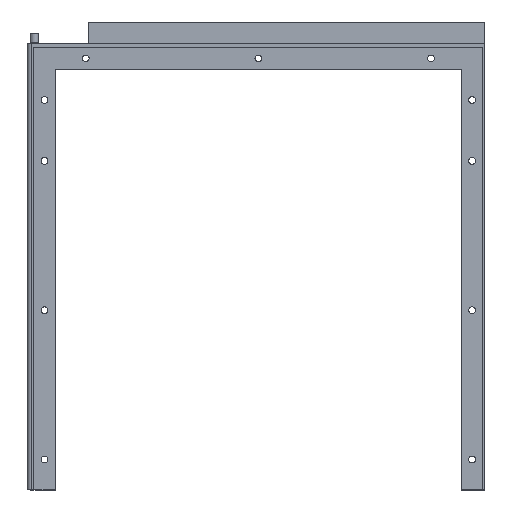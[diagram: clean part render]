
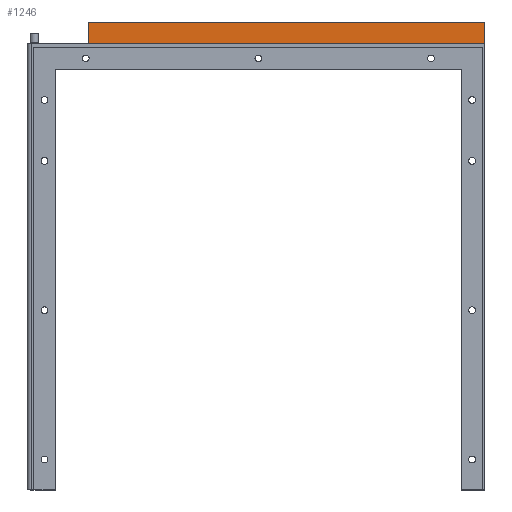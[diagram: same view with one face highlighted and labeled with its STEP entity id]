
A CAD part, top view. The second image highlights one B-rep face of the part: STEP entity #1246.
In plain terms, the highlighted planar face has unit normal (0, 0, 1).
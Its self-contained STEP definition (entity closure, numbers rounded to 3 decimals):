
#46 = LINE ( 'NONE', #175, #986 ) ;
#65 = DIRECTION ( 'NONE',  ( -1., 0., 0. ) ) ;
#147 = DIRECTION ( 'NONE',  ( -1., 0., 0. ) ) ;
#157 = FACE_OUTER_BOUND ( 'NONE', #1183, .T. ) ;
#175 = CARTESIAN_POINT ( 'NONE',  ( 92.35, 290.251, 1.25 ) ) ;
#214 = VERTEX_POINT ( 'NONE', #1255 ) ;
#261 = ORIENTED_EDGE ( 'NONE', *, *, #771, .T. ) ;
#267 = DIRECTION ( 'NONE',  ( 0., 0., 1. ) ) ;
#295 = VERTEX_POINT ( 'NONE', #1485 ) ;
#385 = VECTOR ( 'NONE', #1427, 1000. ) ;
#390 = LINE ( 'NONE', #493, #579 ) ;
#394 = LINE ( 'NONE', #525, #1107 ) ;
#426 = EDGE_CURVE ( 'NONE', #214, #1070, #390, .T. ) ;
#493 = CARTESIAN_POINT ( 'NONE',  ( 287.75, 290.251, 1.25 ) ) ;
#525 = CARTESIAN_POINT ( 'NONE',  ( 92.35, 279.451, 1.25 ) ) ;
#579 = VECTOR ( 'NONE', #147, 1000. ) ;
#617 = DIRECTION ( 'NONE',  ( 1., 0., 0. ) ) ;
#678 = ORIENTED_EDGE ( 'NONE', *, *, #836, .F. ) ;
#716 = ORIENTED_EDGE ( 'NONE', *, *, #426, .T. ) ;
#771 = EDGE_CURVE ( 'NONE', #1280, #214, #1310, .T. ) ;
#836 = EDGE_CURVE ( 'NONE', #1280, #295, #394, .T. ) ;
#883 = AXIS2_PLACEMENT_3D ( 'NONE', #1111, #267, #617 ) ;
#894 = DIRECTION ( 'NONE',  ( 0., -1., 0. ) ) ;
#920 = EDGE_CURVE ( 'NONE', #1070, #295, #46, .T. ) ;
#957 = CARTESIAN_POINT ( 'NONE',  ( 287.75, 59.751, 1.25 ) ) ;
#986 = VECTOR ( 'NONE', #894, 1000. ) ;
#1070 = VERTEX_POINT ( 'NONE', #1382 ) ;
#1107 = VECTOR ( 'NONE', #65, 1000. ) ;
#1111 = CARTESIAN_POINT ( 'NONE',  ( 0., 0., 1.25 ) ) ;
#1183 = EDGE_LOOP ( 'NONE', ( #678, #261, #716, #1301 ) ) ;
#1237 = CARTESIAN_POINT ( 'NONE',  ( 287.75, 279.451, 1.25 ) ) ;
#1246 = ADVANCED_FACE ( 'NONE', ( #157 ), #1462, .T. ) ;
#1255 = CARTESIAN_POINT ( 'NONE',  ( 287.75, 290.251, 1.25 ) ) ;
#1280 = VERTEX_POINT ( 'NONE', #1237 ) ;
#1301 = ORIENTED_EDGE ( 'NONE', *, *, #920, .T. ) ;
#1310 = LINE ( 'NONE', #957, #385 ) ;
#1382 = CARTESIAN_POINT ( 'NONE',  ( 92.35, 290.251, 1.25 ) ) ;
#1427 = DIRECTION ( 'NONE',  ( 0., 1., 0. ) ) ;
#1462 = PLANE ( 'NONE',  #883 ) ;
#1485 = CARTESIAN_POINT ( 'NONE',  ( 92.35, 279.451, 1.25 ) ) ;
